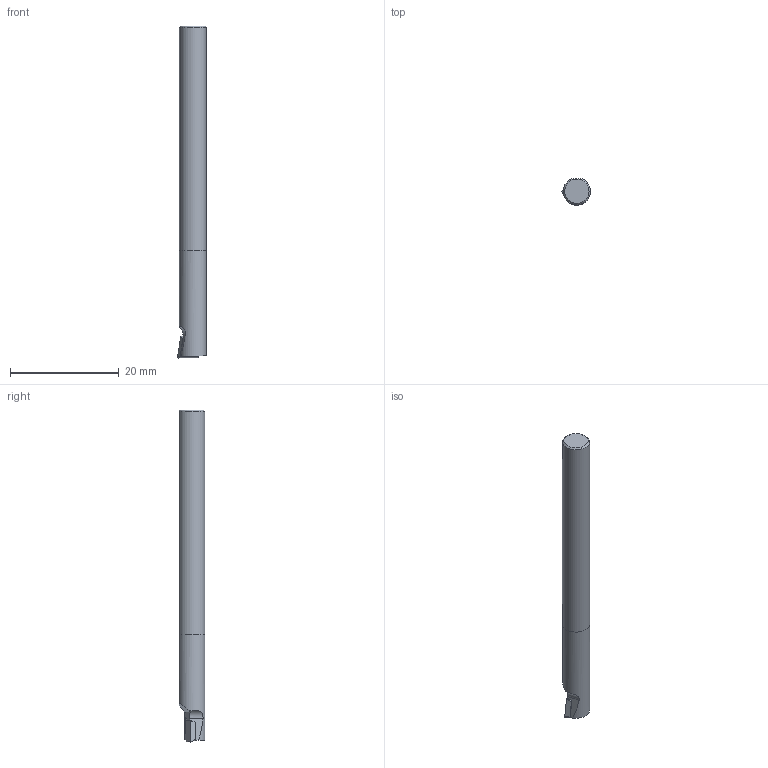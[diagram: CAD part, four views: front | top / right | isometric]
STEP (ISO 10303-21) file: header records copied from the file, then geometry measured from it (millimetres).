
FILE_DESCRIPTION(/* description */ (''),/* implementation_level */ '2;1');
FILE_NAME(/* name */ 'A05D-SCFDR04.stp',/* time_stamp */ '2018-04-11T16:03:04+06:00',/* author */ (''),/* organization */ (''),/* preprocessor_version */ 'ST-DEVELOPER v16',/* originating_system */ 'SIEMENS PLM Software NX 11.0',/* authorisation */ '');
FILE_SCHEMA (('AUTOMOTIVE_DESIGN { 1 0 10303 214 3 1 1 1 }'));
Length unit declared in the file: millimetre
Products named in the file (1): A05D-SCFDR04
Bounding box: 5.31 x 4.77 x 61 mm (x, y, z)
Volume: 1124.3 mm3; surface area: 1047.8 mm2
Topology: 3 solids, 3 shells, 29 faces, 69 edges, 46 vertices
Faces by surface type: plane 20, cylinder 8, cone 1
Entity records: 927 total; most frequent: CARTESIAN_POINT 175, DIRECTION 151, ORIENTED_EDGE 134, EDGE_CURVE 67, AXIS2_PLACEMENT_3D 53, LINE 45, VECTOR 45, VERTEX_POINT 45
